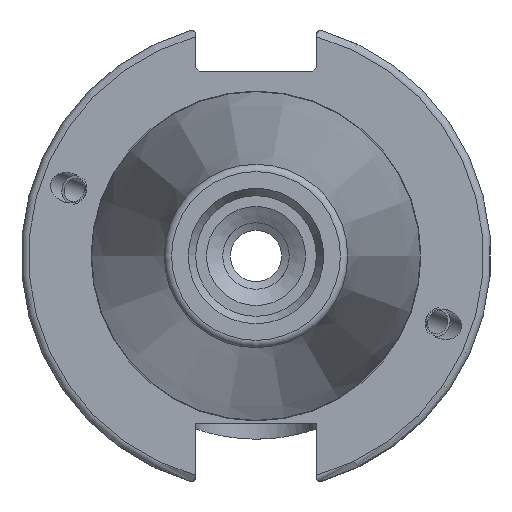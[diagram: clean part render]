
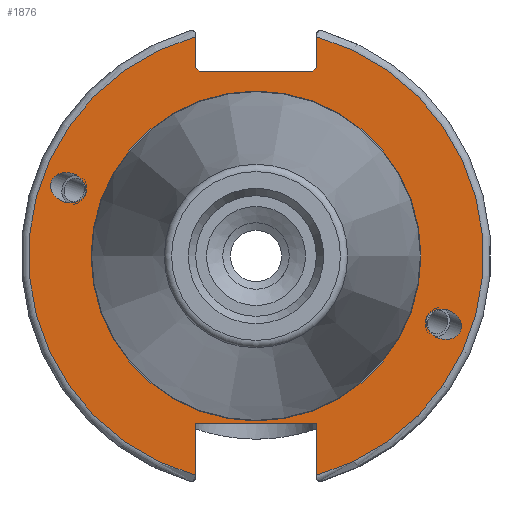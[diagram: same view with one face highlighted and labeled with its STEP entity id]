
A CAD part, left-side view. The second image highlights one B-rep face of the part: STEP entity #1876.
In plain terms, the highlighted planar face has unit normal (-1, 0, 0).
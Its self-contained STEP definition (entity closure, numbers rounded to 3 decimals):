
#39=ELLIPSE('',#2068,2.442,2.);
#48=ELLIPSE('',#2111,2.442,2.);
#62=PLANE('',#2121);
#112=FACE_BOUND('',#361,.T.);
#113=FACE_BOUND('',#362,.T.);
#114=FACE_BOUND('',#363,.T.);
#245=FACE_OUTER_BOUND('',#360,.T.);
#360=EDGE_LOOP('',(#1556,#1557,#1558,#1559,#1560,#1561,#1562,#1563,#1564,
#1565));
#361=EDGE_LOOP('',(#1566));
#362=EDGE_LOOP('',(#1567));
#363=EDGE_LOOP('',(#1568));
#465=LINE('',#3425,#564);
#466=LINE('',#3429,#565);
#467=LINE('',#3431,#566);
#468=LINE('',#3433,#567);
#469=LINE('',#3435,#568);
#470=LINE('',#3437,#569);
#471=LINE('',#3441,#570);
#472=LINE('',#3442,#571);
#564=VECTOR('',#2607,10.);
#565=VECTOR('',#2610,10.);
#566=VECTOR('',#2611,10.);
#567=VECTOR('',#2612,10.);
#568=VECTOR('',#2613,10.);
#569=VECTOR('',#2614,10.);
#570=VECTOR('',#2617,10.);
#571=VECTOR('',#2618,10.);
#703=CIRCLE('',#2119,22.3);
#705=CIRCLE('',#2122,30.75);
#706=CIRCLE('',#2123,30.75);
#824=VERTEX_POINT('',#3220);
#864=VERTEX_POINT('',#3403);
#869=VERTEX_POINT('',#3418);
#870=VERTEX_POINT('',#3423);
#871=VERTEX_POINT('',#3424);
#872=VERTEX_POINT('',#3426);
#873=VERTEX_POINT('',#3428);
#874=VERTEX_POINT('',#3430);
#875=VERTEX_POINT('',#3432);
#876=VERTEX_POINT('',#3434);
#877=VERTEX_POINT('',#3436);
#878=VERTEX_POINT('',#3438);
#879=VERTEX_POINT('',#3440);
#1054=EDGE_CURVE('',#824,#824,#39,.T.);
#1110=EDGE_CURVE('',#864,#864,#48,.T.);
#1117=EDGE_CURVE('',#869,#869,#703,.T.);
#1119=EDGE_CURVE('',#870,#871,#465,.T.);
#1120=EDGE_CURVE('',#872,#871,#705,.T.);
#1121=EDGE_CURVE('',#872,#873,#466,.T.);
#1122=EDGE_CURVE('',#874,#873,#467,.T.);
#1123=EDGE_CURVE('',#874,#875,#468,.T.);
#1124=EDGE_CURVE('',#876,#875,#469,.T.);
#1125=EDGE_CURVE('',#876,#877,#470,.T.);
#1126=EDGE_CURVE('',#878,#877,#706,.T.);
#1127=EDGE_CURVE('',#878,#879,#471,.T.);
#1128=EDGE_CURVE('',#879,#870,#472,.T.);
#1556=ORIENTED_EDGE('',*,*,#1119,.T.);
#1557=ORIENTED_EDGE('',*,*,#1120,.F.);
#1558=ORIENTED_EDGE('',*,*,#1121,.T.);
#1559=ORIENTED_EDGE('',*,*,#1122,.F.);
#1560=ORIENTED_EDGE('',*,*,#1123,.T.);
#1561=ORIENTED_EDGE('',*,*,#1124,.F.);
#1562=ORIENTED_EDGE('',*,*,#1125,.T.);
#1563=ORIENTED_EDGE('',*,*,#1126,.F.);
#1564=ORIENTED_EDGE('',*,*,#1127,.T.);
#1565=ORIENTED_EDGE('',*,*,#1128,.T.);
#1566=ORIENTED_EDGE('',*,*,#1054,.T.);
#1567=ORIENTED_EDGE('',*,*,#1110,.T.);
#1568=ORIENTED_EDGE('',*,*,#1117,.F.);
#1876=ADVANCED_FACE('',(#245,#112,#113,#114),#62,.T.);
#2068=AXIS2_PLACEMENT_3D('',#3222,#2480,#2481);
#2111=AXIS2_PLACEMENT_3D('',#3405,#2583,#2584);
#2119=AXIS2_PLACEMENT_3D('',#3420,#2601,#2602);
#2121=AXIS2_PLACEMENT_3D('',#3422,#2605,#2606);
#2122=AXIS2_PLACEMENT_3D('',#3427,#2608,#2609);
#2123=AXIS2_PLACEMENT_3D('',#3439,#2615,#2616);
#2480=DIRECTION('center_axis',(1.,0.,0.));
#2481=DIRECTION('ref_axis',(0.,-0.94,-0.342));
#2583=DIRECTION('center_axis',(1.,0.,0.));
#2584=DIRECTION('ref_axis',(0.,0.94,0.342));
#2601=DIRECTION('center_axis',(-1.,0.,0.));
#2602=DIRECTION('ref_axis',(0.,-1.,0.));
#2605=DIRECTION('center_axis',(-1.,0.,0.));
#2606=DIRECTION('ref_axis',(0.,0.,1.));
#2607=DIRECTION('',(0.,0.,-1.));
#2608=DIRECTION('center_axis',(1.,0.,0.));
#2609=DIRECTION('ref_axis',(0.,-1.,0.));
#2610=DIRECTION('',(0.,0.,-1.));
#2611=DIRECTION('',(0.,-0.707,0.707));
#2612=DIRECTION('',(0.,1.,0.));
#2613=DIRECTION('',(0.,-0.707,-0.707));
#2614=DIRECTION('',(0.,0.,1.));
#2615=DIRECTION('center_axis',(1.,0.,0.));
#2616=DIRECTION('ref_axis',(0.,1.,0.));
#2617=DIRECTION('',(0.,0.,1.));
#2618=DIRECTION('',(0.,-1.,0.));
#3220=CARTESIAN_POINT('',(3.175,-23.077,-8.399));
#3222=CARTESIAN_POINT('Origin',(3.175,-25.372,-9.235));
#3403=CARTESIAN_POINT('',(3.175,23.077,8.399));
#3405=CARTESIAN_POINT('Origin',(3.175,25.372,9.235));
#3418=CARTESIAN_POINT('',(3.175,0.,22.3));
#3420=CARTESIAN_POINT('Origin',(3.175,0.,0.));
#3422=CARTESIAN_POINT('Origin',(3.175,31.75,0.));
#3423=CARTESIAN_POINT('',(3.175,-8.19,-22.6));
#3424=CARTESIAN_POINT('',(3.175,-8.19,-29.639));
#3425=CARTESIAN_POINT('',(3.175,-8.19,-11.3));
#3426=CARTESIAN_POINT('',(3.175,-8.19,29.639));
#3427=CARTESIAN_POINT('Origin',(3.175,0.,0.));
#3428=CARTESIAN_POINT('',(3.175,-8.19,25.5));
#3429=CARTESIAN_POINT('',(3.175,-8.19,12.5));
#3430=CARTESIAN_POINT('',(3.175,-7.69,25.));
#3431=CARTESIAN_POINT('',(3.175,8.295,9.015));
#3432=CARTESIAN_POINT('',(3.175,7.69,25.));
#3433=CARTESIAN_POINT('',(3.175,15.875,25.));
#3434=CARTESIAN_POINT('',(3.175,8.19,25.5));
#3435=CARTESIAN_POINT('',(3.175,7.58,24.89));
#3436=CARTESIAN_POINT('',(3.175,8.19,29.639));
#3437=CARTESIAN_POINT('',(3.175,8.19,12.5));
#3438=CARTESIAN_POINT('',(3.175,8.19,-29.639));
#3439=CARTESIAN_POINT('Origin',(3.175,0.,0.));
#3440=CARTESIAN_POINT('',(3.175,8.19,-22.6));
#3441=CARTESIAN_POINT('',(3.175,8.19,-11.3));
#3442=CARTESIAN_POINT('',(3.175,15.875,-22.6));
